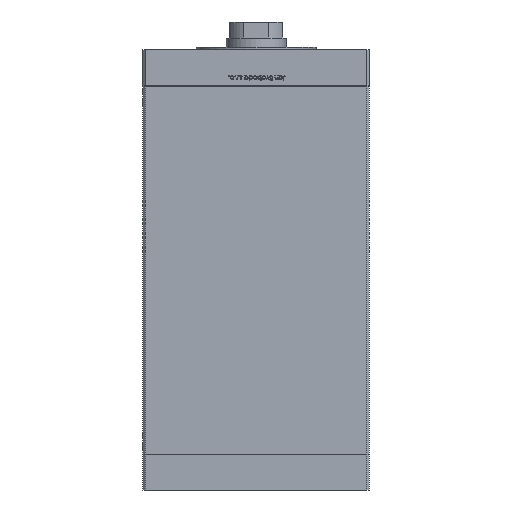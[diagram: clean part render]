
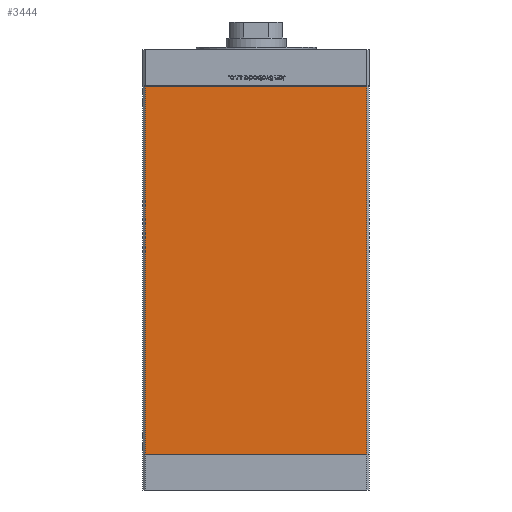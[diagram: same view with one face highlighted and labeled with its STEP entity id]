
A CAD part, front view. The second image highlights one B-rep face of the part: STEP entity #3444.
In plain terms, the highlighted planar face has unit normal (0, -1, 0).
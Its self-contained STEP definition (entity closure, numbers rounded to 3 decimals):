
#1563 = CARTESIAN_POINT ( 'NONE',  ( -83., -72.5, 276. ) ) ;
#2714 = ORIENTED_EDGE ( 'NONE', *, *, #17075, .T. ) ;
#3444 = ADVANCED_FACE ( 'NONE', ( #45863 ), #28757, .F. ) ;
#6255 = VERTEX_POINT ( 'NONE', #30895 ) ;
#7256 = LINE ( 'NONE', #19390, #34005 ) ;
#7575 = EDGE_LOOP ( 'NONE', ( #2714, #15342, #21934, #8590 ) ) ;
#8590 = ORIENTED_EDGE ( 'NONE', *, *, #26475, .T. ) ;
#9011 = VECTOR ( 'NONE', #11740, 1000. ) ;
#11740 = DIRECTION ( 'NONE',  ( 0., 0., -1. ) ) ;
#13688 = CARTESIAN_POINT ( 'NONE',  ( -83., -72.5, 276. ) ) ;
#13756 = EDGE_CURVE ( 'NONE', #51655, #6255, #21624, .T. ) ;
#15188 = AXIS2_PLACEMENT_3D ( 'NONE', #13688, #41135, #37694 ) ;
#15342 = ORIENTED_EDGE ( 'NONE', *, *, #41424, .F. ) ;
#17075 = EDGE_CURVE ( 'NONE', #30109, #23881, #22522, .T. ) ;
#17637 = DIRECTION ( 'NONE',  ( 1., 0., 0. ) ) ;
#19390 = CARTESIAN_POINT ( 'NONE',  ( -83., -72.5, 276. ) ) ;
#21624 = LINE ( 'NONE', #37682, #47364 ) ;
#21934 = ORIENTED_EDGE ( 'NONE', *, *, #13756, .F. ) ;
#21991 = CARTESIAN_POINT ( 'NONE',  ( -83., -72.5, 0. ) ) ;
#22522 = LINE ( 'NONE', #21991, #37448 ) ;
#23620 = DIRECTION ( 'NONE',  ( 0., 0., -1. ) ) ;
#23881 = VERTEX_POINT ( 'NONE', #35321 ) ;
#26107 = CARTESIAN_POINT ( 'NONE',  ( -83., -72.5, 0. ) ) ;
#26475 = EDGE_CURVE ( 'NONE', #51655, #30109, #7256, .T. ) ;
#28757 = PLANE ( 'NONE',  #15188 ) ;
#30109 = VERTEX_POINT ( 'NONE', #26107 ) ;
#30895 = CARTESIAN_POINT ( 'NONE',  ( 83., -72.5, 276. ) ) ;
#32337 = CARTESIAN_POINT ( 'NONE',  ( 83., -72.5, 276. ) ) ;
#34005 = VECTOR ( 'NONE', #23620, 1000. ) ;
#34108 = DIRECTION ( 'NONE',  ( 1., 0., 0. ) ) ;
#35321 = CARTESIAN_POINT ( 'NONE',  ( 83., -72.5, 0. ) ) ;
#37448 = VECTOR ( 'NONE', #34108, 1000. ) ;
#37682 = CARTESIAN_POINT ( 'NONE',  ( -83., -72.5, 276. ) ) ;
#37694 = DIRECTION ( 'NONE',  ( 0., 0., 1. ) ) ;
#41135 = DIRECTION ( 'NONE',  ( 0., 1., 0. ) ) ;
#41424 = EDGE_CURVE ( 'NONE', #6255, #23881, #43405, .T. ) ;
#43405 = LINE ( 'NONE', #32337, #9011 ) ;
#45863 = FACE_OUTER_BOUND ( 'NONE', #7575, .T. ) ;
#47364 = VECTOR ( 'NONE', #17637, 1000. ) ;
#51655 = VERTEX_POINT ( 'NONE', #1563 ) ;
